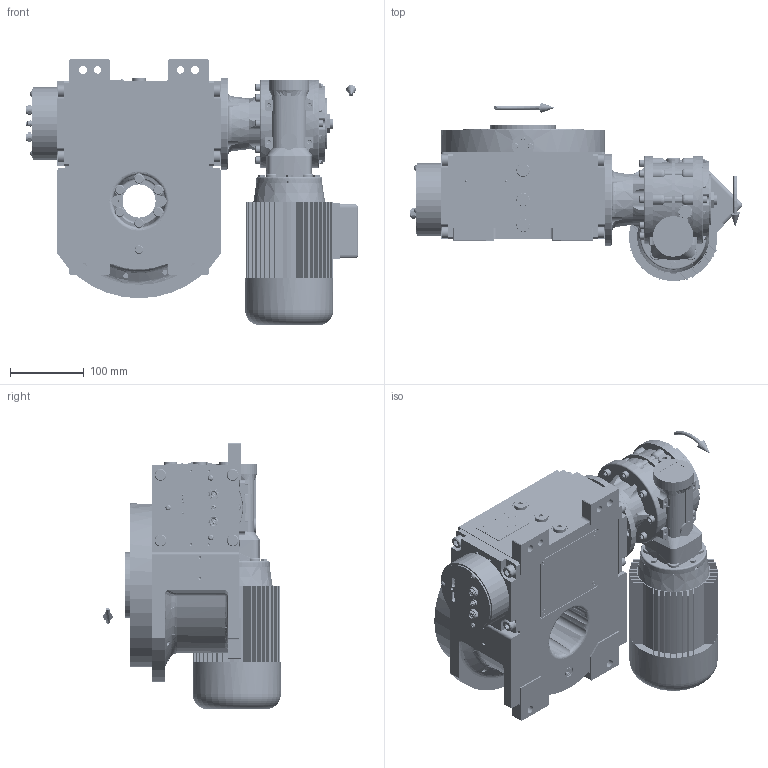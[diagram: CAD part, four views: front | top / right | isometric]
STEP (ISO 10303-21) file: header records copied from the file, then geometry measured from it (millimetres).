
FILE_DESCRIPTION (( 'STEP AP203' ), '1' );
FILE_NAME ('PC5201950.step', '2026-03-19T13:25:23', ( '' ), ( '' ), 'SwSTEP 2.0', 'SolidWorks 2020', '' );
FILE_SCHEMA (( 'CONFIG_CONTROL_DESIGN' ));
Length unit declared in the file: millimetre
Products named in the file (86): rig06_071_12_m_asm.stp; cfn2000_01_103; rig06_004_s_001; cfn2000_01_124; CFN2000_01_185.stp; cfn2151_01_290; cfn2003_01_054; AS_rig06_071_12_m; cfn2400_34_001; CFN2104_02_017.stp; cfn2077_01_018; freccia_angolare_albero; cfn2070_05_005; cfn2115_01_005; cfn2128_04_004; cfn2155_01_303; freccia_angolare; cfn2155_01_056; CFN2356_03_047.stp; cfn2276_01_074; cfn2107_01_001; rig06_017; CFN2010_01_012.stp; cfn2151_01_109; cfn2151_01_090; olio_agip_blasia_150; rig06_001_a; cfn2000_01_126; PC5201950; rig06_003_12; AS_rig06_002_bl_001; cfn2205_01_013; rig06_002_bl_001; rig06_004; RIG06_005_ASM.stp; 900_38_30_005.stp; CFN2223_01-570X6-B.stp; CFN2008_01_002.stp; rig06_005_n_01; AS_rig06_016 ...
Assembly tree (82 placements, depth 5):
  cfn2151_01_290
  cfn2077_01_018
  CFN2356_03_047.stp
  cfn2276_01_074
  CFN2010_01_012.stp
Bounding box: 450.87 x 241.5 x 361.5 mm (x, y, z)
Volume: 5361142.3 mm3; surface area: 1179692.5 mm2
Topology: 72 solids, 72 shells, 4834 faces, 12172 edges, 7722 vertices
Faces by surface type: plane 2140, cylinder 1672, cone 769, torus 185, bspline 44, sphere 24
Entity records: 163848 total; most frequent: CARTESIAN_POINT 43047, DIRECTION 23604, ORIENTED_EDGE 23108, EDGE_CURVE 11554, AXIS2_PLACEMENT_3D 8773, VERTEX_POINT 7425, LINE 6058, VECTOR 6058
